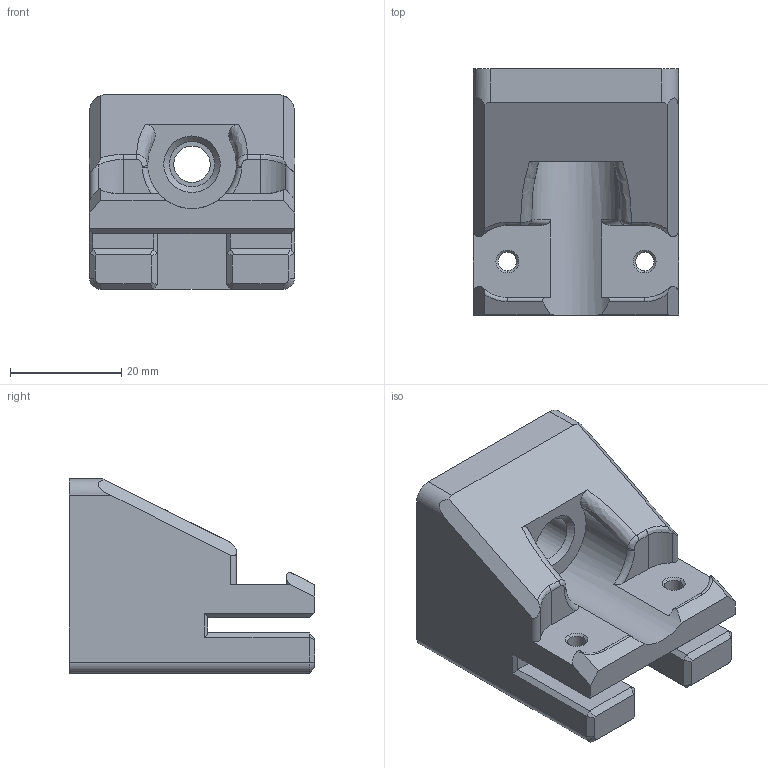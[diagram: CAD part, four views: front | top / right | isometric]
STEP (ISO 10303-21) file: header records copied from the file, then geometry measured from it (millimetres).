
FILE_DESCRIPTION(('FreeCAD Model'),'2;1');
FILE_NAME('Open CASCADE Shape Model','2025-02-10T10:55:14',(''),(''), 'Open CASCADE STEP processor 7.8','FreeCAD','Unknown');
FILE_SCHEMA(('AUTOMOTIVE_DESIGN { 1 0 10303 214 1 1 1 1 }'));
Length unit declared in the file: millimetre
Products named in the file (1): Body
Bounding box: 36.9 x 44.25 x 35 mm (x, y, z)
Volume: 32783.6 mm3; surface area: 9867.2 mm2
Topology: 1 solids, 1 shells, 120 faces, 303 edges, 189 vertices
Faces by surface type: plane 62, cylinder 25, cone 19, bspline 12, torus 2
Full cylindrical faces by diameter (mm): 3.3 x6, 6.55 x1, 8.153 x1
Entity records: 5417 total; most frequent: CARTESIAN_POINT 2606, ORIENTED_EDGE 604, DIRECTION 548, EDGE_CURVE 302, VERTEX_POINT 189, AXIS2_PLACEMENT_3D 185, LINE 178, VECTOR 178
